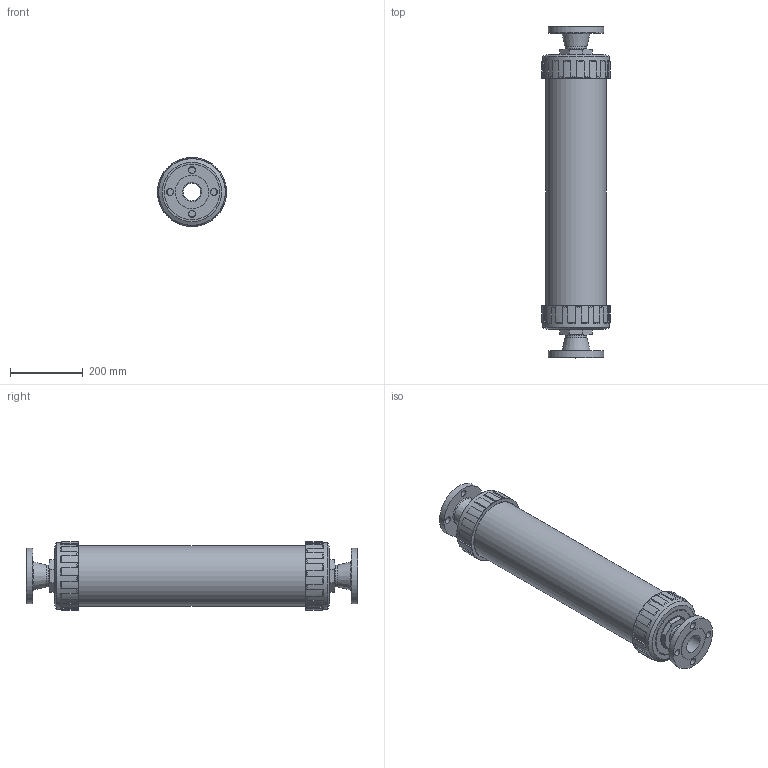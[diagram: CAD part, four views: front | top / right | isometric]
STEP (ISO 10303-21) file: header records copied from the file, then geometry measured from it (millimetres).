
FILE_DESCRIPTION((''),'2;1');
FILE_NAME('CVG-8000-SS-20F_R0.stp','2021-11-26T14:25:40',('Engineering'),(''),'Autodesk Inventor 2009','Autodesk Inventor 2009','');
FILE_SCHEMA(('AUTOMOTIVE_DESIGN { 1 0 10303 214 1 1 1 1 }'));
Length unit declared in the file: inch
Products named in the file (1): Part1
Bounding box: 189.04 x 910.56 x 189.04 mm (x, y, z)
Volume: 1845059.9 mm3; surface area: 1859195.6 mm2
Topology: 3 solids, 4 shells, 387 faces, 969 edges, 616 vertices
Faces by surface type: plane 140, cone 98, cylinder 97, bspline 32, torus 20
Full cylindrical faces by diameter (mm): 19.05 x8, 48.26 x2, 52.502 x2, 56.356 x2, 60.325 x2, 91.948 x2, 126.492 x2, 132.994 x2, 134.62 x2, 135 x1, 136.8 x2, 145 x1, 146.304 x4, 151.638 x4, 152.4 x5, 158.75 x2, 165 x19, 165.1 x1, 166 x22, 182.9 x2, 189.1 x2
Entity records: 22626 total; most frequent: CARTESIAN_POINT 14945, DIRECTION 1448, ORIENTED_EDGE 1432, EDGE_CURVE 716, AXIS2_PLACEMENT_3D 609, VERTEX_POINT 516, EDGE_LOOP 510, STYLED_ITEM 350
